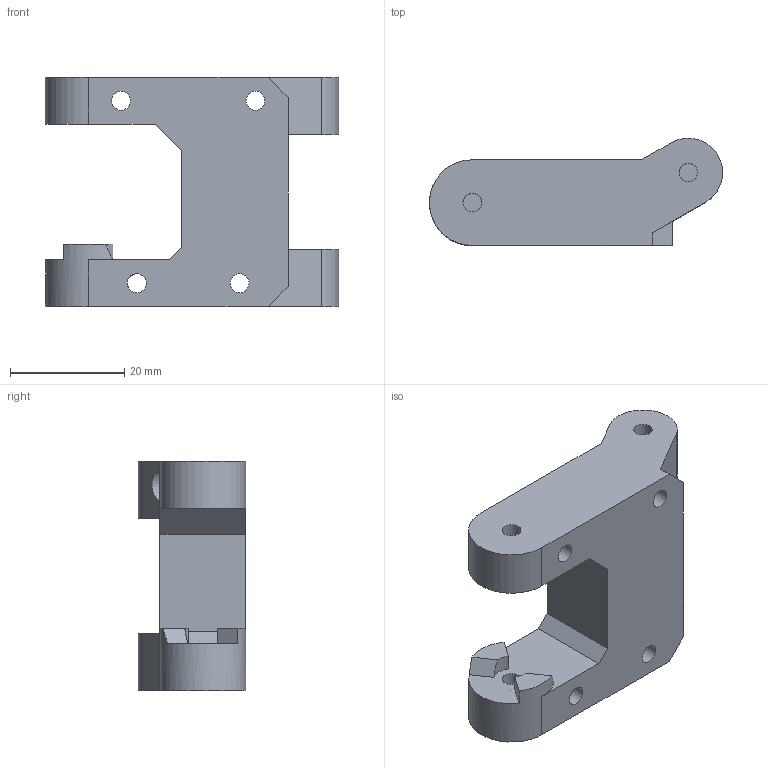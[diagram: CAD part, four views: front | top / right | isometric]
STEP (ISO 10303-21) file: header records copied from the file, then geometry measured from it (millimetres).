
FILE_DESCRIPTION(/* description */ (''),/* implementation_level */ '2;1');
FILE_NAME(/* name */ '29_Folding_Stock_Hinge.step',/* time_stamp */ '2023-08-25T22:13:11+01:00',/* author */ (''),/* organization */ (''),/* preprocessor_version */ 'ST-DEVELOPER v20',/* originating_system */ 'Autodesk Translation Framework v12.9.0.99',/* authorisation */ '');
FILE_SCHEMA (('AUTOMOTIVE_DESIGN { 1 0 10303 214 3 1 1 }'));
Length unit declared in the file: millimetre
Products named in the file (1): 29. Folding Stock Hinge
Bounding box: 51.31 x 18.77 x 40.14 mm (x, y, z)
Volume: 16736.7 mm3; surface area: 7017.3 mm2
Topology: 1 solids, 1 shells, 65 faces, 165 edges, 109 vertices
Faces by surface type: plane 40, cylinder 25
Full cylindrical faces by diameter (mm): 3.2 x2, 3.3 x8, 5.6 x4, 8 x1
Entity records: 2042 total; most frequent: DIRECTION 360, CARTESIAN_POINT 340, ORIENTED_EDGE 330, EDGE_CURVE 165, AXIS2_PLACEMENT_3D 129, VERTEX_POINT 109, LINE 102, VECTOR 102
